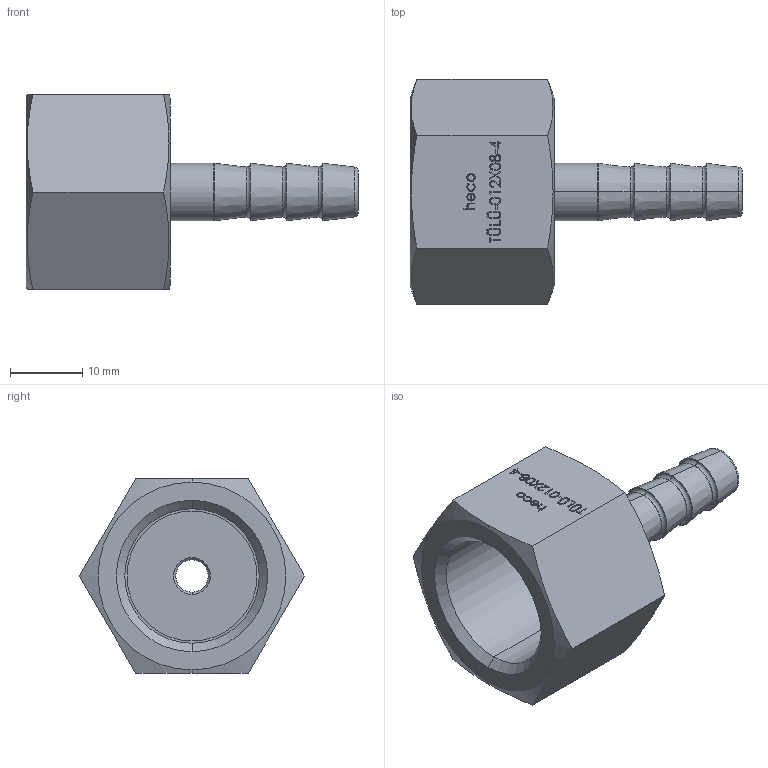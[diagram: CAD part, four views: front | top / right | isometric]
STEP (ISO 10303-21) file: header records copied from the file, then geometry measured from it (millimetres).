
FILE_DESCRIPTION (( 'STEP AP214' ), '1' );
FILE_NAME ('TÜLÜ-012X08-x Schlauchtülle mit Ü-Mutter.STEP', '2018-07-02T09:46:35', ( '' ), ( '' ), 'SwSTEP 2.0', 'SolidWorks 2016', '' );
FILE_SCHEMA (( 'AUTOMOTIVE_DESIGN' ));
Length unit declared in the file: millimetre
Products named in the file (1): TÜLÜ-012X08-x Schlauchtülle mit Ü-Mutter
Bounding box: 46 x 31.18 x 27 mm (x, y, z)
Volume: 8818.6 mm3; surface area: 5547.6 mm2
Topology: 2 solids, 2 shells, 280 faces, 702 edges, 456 vertices
Faces by surface type: plane 124, bspline 106, cone 24, torus 16, cylinder 10
Entity records: 16402 total; most frequent: CARTESIAN_POINT 8029, ORIENTED_EDGE 1404, DIRECTION 900, EDGE_CURVE 702, VERTEX_POINT 456, LINE 398, VECTOR 398, EDGE_LOOP 314
